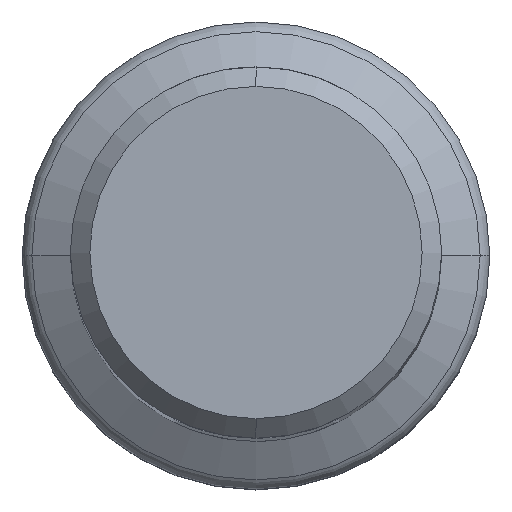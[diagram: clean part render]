
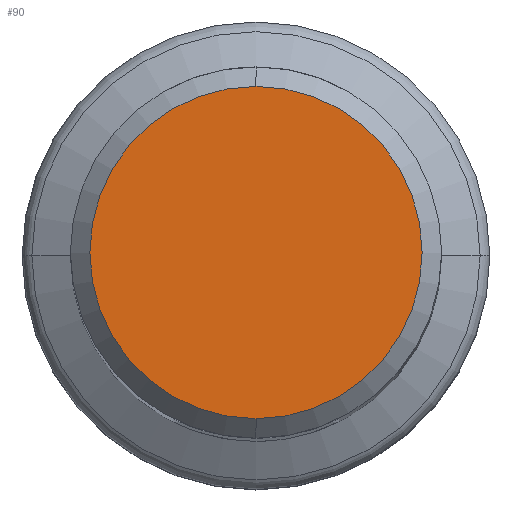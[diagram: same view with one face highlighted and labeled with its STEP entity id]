
A CAD part, top view. The second image highlights one B-rep face of the part: STEP entity #90.
In plain terms, the highlighted planar face has unit normal (0, 0, 1).
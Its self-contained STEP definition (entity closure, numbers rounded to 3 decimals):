
#36=PLANE('',#512);
#65=FACE_OUTER_BOUND('',#162,.T.);
#90=ADVANCED_FACE('',(#65),#36,.T.);
#123=CIRCLE('',#497,8.525);
#131=CIRCLE('',#511,8.525);
#162=EDGE_LOOP('',(#289,#290));
#289=ORIENTED_EDGE('',*,*,#426,.T.);
#290=ORIENTED_EDGE('',*,*,#408,.T.);
#363=VERTEX_POINT('',#762);
#364=VERTEX_POINT('',#763);
#408=EDGE_CURVE('',#363,#364,#123,.T.);
#426=EDGE_CURVE('',#364,#363,#131,.T.);
#497=AXIS2_PLACEMENT_3D('',#761,#588,#589);
#511=AXIS2_PLACEMENT_3D('',#798,#626,#627);
#512=AXIS2_PLACEMENT_3D('',#799,#628,#629);
#588=DIRECTION('',(0.,0.,1.));
#589=DIRECTION('',(0.,1.,0.));
#626=DIRECTION('',(0.,0.,1.));
#627=DIRECTION('',(0.,1.,0.));
#628=DIRECTION('',(0.,0.,1.));
#629=DIRECTION('',(1.,0.,0.));
#761=CARTESIAN_POINT('',(0.,0.,0.));
#762=CARTESIAN_POINT('',(0.,8.525,0.));
#763=CARTESIAN_POINT('',(0.,-8.525,0.));
#798=CARTESIAN_POINT('',(0.,0.,0.));
#799=CARTESIAN_POINT('',(0.,12.,0.));
